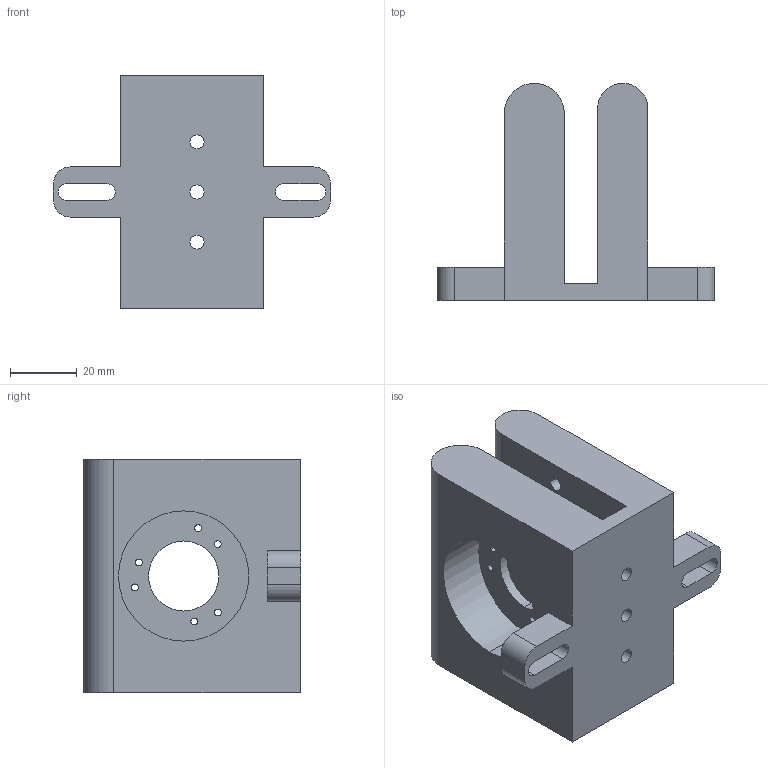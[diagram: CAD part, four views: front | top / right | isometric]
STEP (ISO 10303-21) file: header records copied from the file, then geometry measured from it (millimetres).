
FILE_DESCRIPTION (( 'STEP AP203' ), '1' );
FILE_NAME ('encoder holder_Default_sldprt.STEP', '2023-11-23T14:39:41', ( '' ), ( '' ), 'SwSTEP 2.0', 'SolidWorks 2022', '' );
FILE_SCHEMA (( 'CONFIG_CONTROL_DESIGN' ));
Length unit declared in the file: millimetre
Products named in the file (1): encoder holder_Default_sldprt
Bounding box: 83 x 65 x 70 mm (x, y, z)
Volume: 114426.8 mm3; surface area: 31002.9 mm2
Topology: 1 solids, 1 shells, 62 faces, 174 edges, 116 vertices
Faces by surface type: cylinder 40, plane 22
Entity records: 2175 total; most frequent: DIRECTION 380, CARTESIAN_POINT 353, ORIENTED_EDGE 348, EDGE_CURVE 174, AXIS2_PLACEMENT_3D 143, VERTEX_POINT 116, VECTOR 94, LINE 94
